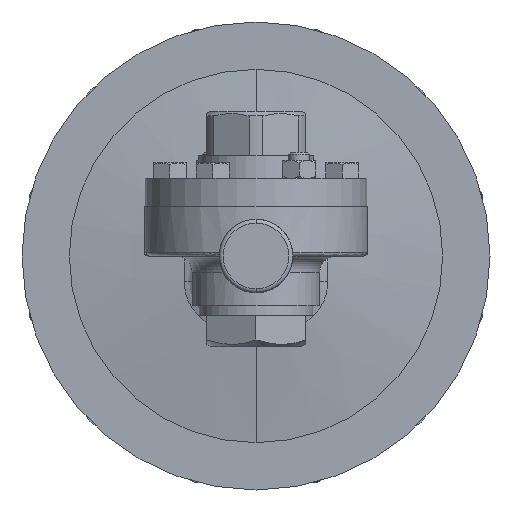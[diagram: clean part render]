
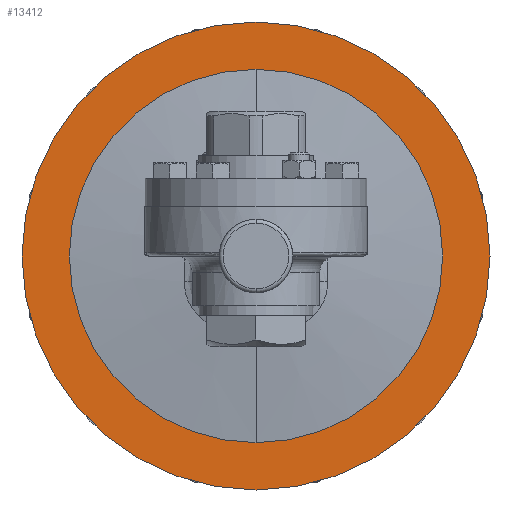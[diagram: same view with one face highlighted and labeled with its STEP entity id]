
A CAD part, front view. The second image highlights one B-rep face of the part: STEP entity #13412.
In plain terms, the highlighted planar face has unit normal (0, -1, 0).
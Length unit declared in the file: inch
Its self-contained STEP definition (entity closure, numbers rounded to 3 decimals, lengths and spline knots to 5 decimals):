
#3 = DIRECTION ( 'NONE',  ( 0., -1., 0. ) ) ;
#25 = AXIS2_PLACEMENT_3D ( 'NONE', #13718, #5906, #7157 ) ;
#794 = VERTEX_POINT ( 'NONE', #9498 ) ;
#1904 = ORIENTED_EDGE ( 'NONE', *, *, #3893, .F. ) ;
#2165 = DIRECTION ( 'NONE',  ( 0., 0., -1. ) ) ;
#2448 = CARTESIAN_POINT ( 'NONE',  ( 0., 2.25, 0. ) ) ;
#2514 = DIRECTION ( 'NONE',  ( 0., 0., -1. ) ) ;
#2548 = CARTESIAN_POINT ( 'NONE',  ( 0., 2.25, -3.655 ) ) ;
#3440 = CIRCLE ( 'NONE', #4749, 2.84 ) ;
#3829 = EDGE_LOOP ( 'NONE', ( #7375, #12084 ) ) ;
#3860 = DIRECTION ( 'NONE',  ( 0., 0., -1. ) ) ;
#3893 = EDGE_CURVE ( 'NONE', #8452, #794, #13100, .T. ) ;
#3969 = PLANE ( 'NONE',  #5714 ) ;
#4398 = CIRCLE ( 'NONE', #11947, 3.56 ) ;
#4749 = AXIS2_PLACEMENT_3D ( 'NONE', #2448, #12784, #16575 ) ;
#5714 = AXIS2_PLACEMENT_3D ( 'NONE', #2548, #14347, #3860 ) ;
#5906 = DIRECTION ( 'NONE',  ( 0., -1., 0. ) ) ;
#6488 = FACE_OUTER_BOUND ( 'NONE', #3829, .T. ) ;
#6727 = EDGE_CURVE ( 'NONE', #794, #8452, #3440, .T. ) ;
#7157 = DIRECTION ( 'NONE',  ( 0., 0., -1. ) ) ;
#7375 = ORIENTED_EDGE ( 'NONE', *, *, #15109, .T. ) ;
#8452 = VERTEX_POINT ( 'NONE', #11903 ) ;
#9498 = CARTESIAN_POINT ( 'NONE',  ( 0., 2.25, 2.84 ) ) ;
#9540 = FACE_BOUND ( 'NONE', #11452, .T. ) ;
#9966 = DIRECTION ( 'NONE',  ( 0., -1., 0. ) ) ;
#11132 = CIRCLE ( 'NONE', #11718, 3.56 ) ;
#11452 = EDGE_LOOP ( 'NONE', ( #14843, #1904 ) ) ;
#11669 = CARTESIAN_POINT ( 'NONE',  ( 0., 2.25, 3.56 ) ) ;
#11718 = AXIS2_PLACEMENT_3D ( 'NONE', #14039, #9966, #2165 ) ;
#11829 = CARTESIAN_POINT ( 'NONE',  ( 0., 2.25, 0. ) ) ;
#11903 = CARTESIAN_POINT ( 'NONE',  ( 0., 2.25, -2.84 ) ) ;
#11947 = AXIS2_PLACEMENT_3D ( 'NONE', #11829, #3, #2514 ) ;
#12084 = ORIENTED_EDGE ( 'NONE', *, *, #16335, .T. ) ;
#12784 = DIRECTION ( 'NONE',  ( 0., -1., 0. ) ) ;
#12990 = CARTESIAN_POINT ( 'NONE',  ( 0., 2.25, -3.56 ) ) ;
#13100 = CIRCLE ( 'NONE', #25, 2.84 ) ;
#13412 = ADVANCED_FACE ( 'NONE', ( #9540, #6488 ), #3969, .T. ) ;
#13415 = VERTEX_POINT ( 'NONE', #12990 ) ;
#13718 = CARTESIAN_POINT ( 'NONE',  ( 0., 2.25, 0. ) ) ;
#14039 = CARTESIAN_POINT ( 'NONE',  ( 0., 2.25, 0. ) ) ;
#14347 = DIRECTION ( 'NONE',  ( 0., -1., 0. ) ) ;
#14638 = VERTEX_POINT ( 'NONE', #11669 ) ;
#14843 = ORIENTED_EDGE ( 'NONE', *, *, #6727, .F. ) ;
#15109 = EDGE_CURVE ( 'NONE', #13415, #14638, #11132, .T. ) ;
#16335 = EDGE_CURVE ( 'NONE', #14638, #13415, #4398, .T. ) ;
#16575 = DIRECTION ( 'NONE',  ( 0., 0., -1. ) ) ;
